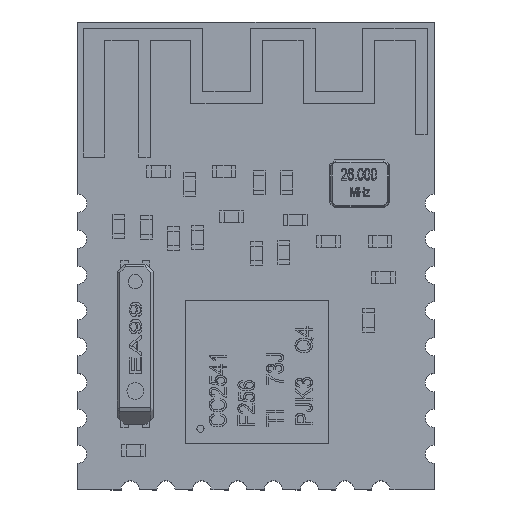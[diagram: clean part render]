
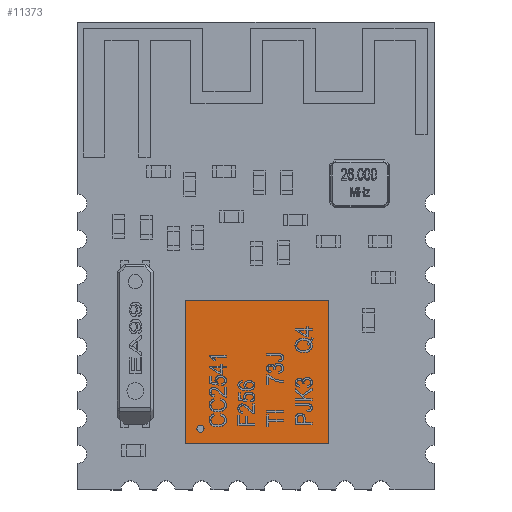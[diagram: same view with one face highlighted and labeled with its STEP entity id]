
A CAD part, top view. The second image highlights one B-rep face of the part: STEP entity #11373.
In plain terms, the highlighted planar face has unit normal (0, 0, 1).
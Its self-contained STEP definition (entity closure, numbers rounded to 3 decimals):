
#11373=ADVANCED_FACE('',(#13484),#12465,.T.);
#12465=PLANE('',#29976);
#13484=FACE_OUTER_BOUND('',#14708,.T.);
#14708=EDGE_LOOP('',(#17187,#17188,#17189,#17190));
#17187=ORIENTED_EDGE('',*,*,#23822,.F.);
#17188=ORIENTED_EDGE('',*,*,#23823,.F.);
#17189=ORIENTED_EDGE('',*,*,#23824,.F.);
#17190=ORIENTED_EDGE('',*,*,#23825,.F.);
#21705=VERTEX_POINT('',#38472);
#21706=VERTEX_POINT('',#38473);
#21707=VERTEX_POINT('',#38475);
#21708=VERTEX_POINT('',#38477);
#23822=EDGE_CURVE('',#21705,#21706,#26222,.T.);
#23823=EDGE_CURVE('',#21707,#21705,#26223,.T.);
#23824=EDGE_CURVE('',#21708,#21707,#26224,.T.);
#23825=EDGE_CURVE('',#21706,#21708,#26225,.T.);
#26222=LINE('',#38471,#28101);
#26223=LINE('',#38474,#28102);
#26224=LINE('',#38476,#28103);
#26225=LINE('',#38478,#28104);
#28101=VECTOR('',#31955,1.);
#28102=VECTOR('',#31956,1.);
#28103=VECTOR('',#31957,1.);
#28104=VECTOR('',#31958,1.);
#29976=AXIS2_PLACEMENT_3D('',#38479,#31959,#31960);
#31955=DIRECTION('',(0.,-1.,0.));
#31956=DIRECTION('',(1.,0.,0.));
#31957=DIRECTION('',(0.,1.,0.));
#31958=DIRECTION('',(-1.,0.,0.));
#31959=DIRECTION('',(0.,0.,1.));
#31960=DIRECTION('',(0.,1.,0.));
#38471=CARTESIAN_POINT('',(10.516,4.95,1.));
#38472=CARTESIAN_POINT('',(10.516,7.95,1.));
#38473=CARTESIAN_POINT('',(10.516,1.95,1.));
#38474=CARTESIAN_POINT('',(7.516,7.95,1.));
#38475=CARTESIAN_POINT('',(4.516,7.95,1.));
#38476=CARTESIAN_POINT('',(4.516,4.95,1.));
#38477=CARTESIAN_POINT('',(4.516,1.95,1.));
#38478=CARTESIAN_POINT('',(7.516,1.95,1.));
#38479=CARTESIAN_POINT('',(7.516,4.95,1.));
